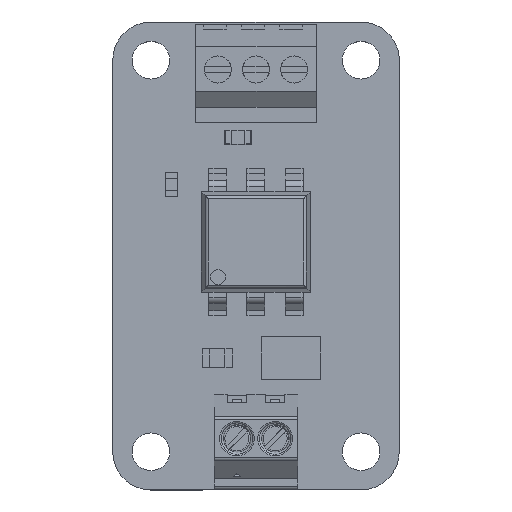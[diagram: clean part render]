
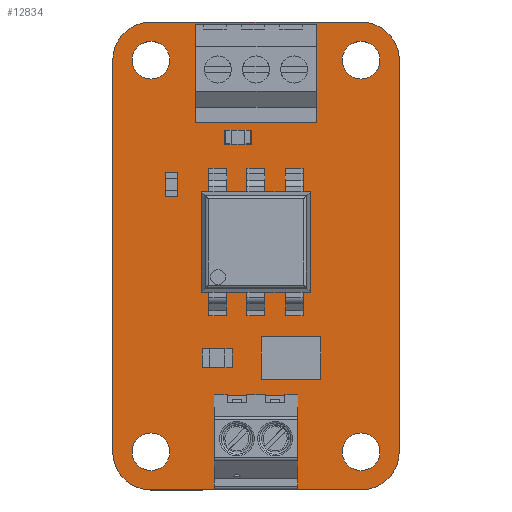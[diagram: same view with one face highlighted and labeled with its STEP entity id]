
A CAD part, top view. The second image highlights one B-rep face of the part: STEP entity #12834.
In plain terms, the highlighted planar face has unit normal (0, 0, 1).
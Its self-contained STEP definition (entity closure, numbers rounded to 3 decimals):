
#1161=FACE_BOUND('',#2426,.T.);
#1162=FACE_BOUND('',#2427,.T.);
#1163=FACE_BOUND('',#2428,.T.);
#1164=FACE_BOUND('',#2429,.T.);
#1165=FACE_BOUND('',#2430,.T.);
#1166=FACE_BOUND('',#2431,.T.);
#1167=FACE_BOUND('',#2432,.T.);
#1168=FACE_BOUND('',#2433,.T.);
#1169=FACE_BOUND('',#2434,.T.);
#1170=FACE_BOUND('',#2435,.T.);
#1171=FACE_BOUND('',#2436,.T.);
#1245=PLANE('',#13731);
#1702=FACE_OUTER_BOUND('',#2425,.T.);
#2425=EDGE_LOOP('',(#9131,#9132,#9133,#9134,#9135,#9136,#9137,#9138,#9139,
#9140,#9141));
#2426=EDGE_LOOP('',(#9142));
#2427=EDGE_LOOP('',(#9143));
#2428=EDGE_LOOP('',(#9144));
#2429=EDGE_LOOP('',(#9145));
#2430=EDGE_LOOP('',(#9146));
#2431=EDGE_LOOP('',(#9147));
#2432=EDGE_LOOP('',(#9148));
#2433=EDGE_LOOP('',(#9149));
#2434=EDGE_LOOP('',(#9150));
#2435=EDGE_LOOP('',(#9151));
#2436=EDGE_LOOP('',(#9152));
#3217=LINE('',#17412,#4519);
#3220=LINE('',#17418,#4522);
#3224=LINE('',#17430,#4526);
#3227=LINE('',#17436,#4529);
#3231=LINE('',#17448,#4533);
#3234=LINE('',#17454,#4536);
#3238=LINE('',#17464,#4540);
#4519=VECTOR('',#14553,10.);
#4522=VECTOR('',#14558,10.);
#4526=VECTOR('',#14570,10.);
#4529=VECTOR('',#14575,10.);
#4533=VECTOR('',#14587,10.);
#4536=VECTOR('',#14592,10.);
#4540=VECTOR('',#14604,10.);
#5808=CIRCLE('',#13681,1.25);
#5810=CIRCLE('',#13684,0.6);
#5812=CIRCLE('',#13687,0.457);
#5814=CIRCLE('',#13690,1.25);
#5816=CIRCLE('',#13693,0.6);
#5818=CIRCLE('',#13696,0.6);
#5820=CIRCLE('',#13699,0.457);
#5822=CIRCLE('',#13702,1.25);
#5824=CIRCLE('',#13705,0.6);
#5826=CIRCLE('',#13708,1.25);
#5828=CIRCLE('',#13711,0.6);
#5830=CIRCLE('',#13714,2.54);
#5832=CIRCLE('',#13719,2.54);
#5834=CIRCLE('',#13724,2.54);
#5836=CIRCLE('',#13729,2.54);
#6006=VERTEX_POINT('',#17336);
#6008=VERTEX_POINT('',#17342);
#6010=VERTEX_POINT('',#17348);
#6012=VERTEX_POINT('',#17354);
#6014=VERTEX_POINT('',#17360);
#6016=VERTEX_POINT('',#17366);
#6018=VERTEX_POINT('',#17372);
#6020=VERTEX_POINT('',#17378);
#6022=VERTEX_POINT('',#17384);
#6024=VERTEX_POINT('',#17390);
#6026=VERTEX_POINT('',#17396);
#6029=VERTEX_POINT('',#17403);
#6030=VERTEX_POINT('',#17405);
#6032=VERTEX_POINT('',#17411);
#6034=VERTEX_POINT('',#17417);
#6036=VERTEX_POINT('',#17423);
#6038=VERTEX_POINT('',#17429);
#6040=VERTEX_POINT('',#17435);
#6042=VERTEX_POINT('',#17441);
#6044=VERTEX_POINT('',#17447);
#6046=VERTEX_POINT('',#17453);
#6048=VERTEX_POINT('',#17459);
#7201=EDGE_CURVE('',#6006,#6006,#5808,.T.);
#7204=EDGE_CURVE('',#6008,#6008,#5810,.T.);
#7207=EDGE_CURVE('',#6010,#6010,#5812,.T.);
#7210=EDGE_CURVE('',#6012,#6012,#5814,.T.);
#7213=EDGE_CURVE('',#6014,#6014,#5816,.T.);
#7216=EDGE_CURVE('',#6016,#6016,#5818,.T.);
#7219=EDGE_CURVE('',#6018,#6018,#5820,.T.);
#7222=EDGE_CURVE('',#6020,#6020,#5822,.T.);
#7225=EDGE_CURVE('',#6022,#6022,#5824,.T.);
#7228=EDGE_CURVE('',#6024,#6024,#5826,.T.);
#7231=EDGE_CURVE('',#6026,#6026,#5828,.T.);
#7234=EDGE_CURVE('',#6030,#6029,#5830,.T.);
#7237=EDGE_CURVE('',#6032,#6030,#3217,.T.);
#7240=EDGE_CURVE('',#6034,#6032,#3220,.T.);
#7243=EDGE_CURVE('',#6036,#6034,#5832,.T.);
#7246=EDGE_CURVE('',#6038,#6036,#3224,.T.);
#7249=EDGE_CURVE('',#6040,#6038,#3227,.T.);
#7252=EDGE_CURVE('',#6042,#6040,#5834,.T.);
#7255=EDGE_CURVE('',#6044,#6042,#3231,.T.);
#7258=EDGE_CURVE('',#6046,#6044,#3234,.T.);
#7261=EDGE_CURVE('',#6048,#6046,#5836,.T.);
#7264=EDGE_CURVE('',#6029,#6048,#3238,.T.);
#9131=ORIENTED_EDGE('',*,*,#7264,.T.);
#9132=ORIENTED_EDGE('',*,*,#7261,.T.);
#9133=ORIENTED_EDGE('',*,*,#7258,.T.);
#9134=ORIENTED_EDGE('',*,*,#7255,.T.);
#9135=ORIENTED_EDGE('',*,*,#7252,.T.);
#9136=ORIENTED_EDGE('',*,*,#7249,.T.);
#9137=ORIENTED_EDGE('',*,*,#7246,.T.);
#9138=ORIENTED_EDGE('',*,*,#7243,.T.);
#9139=ORIENTED_EDGE('',*,*,#7240,.T.);
#9140=ORIENTED_EDGE('',*,*,#7237,.T.);
#9141=ORIENTED_EDGE('',*,*,#7234,.T.);
#9142=ORIENTED_EDGE('',*,*,#7201,.T.);
#9143=ORIENTED_EDGE('',*,*,#7204,.T.);
#9144=ORIENTED_EDGE('',*,*,#7207,.T.);
#9145=ORIENTED_EDGE('',*,*,#7210,.T.);
#9146=ORIENTED_EDGE('',*,*,#7213,.T.);
#9147=ORIENTED_EDGE('',*,*,#7216,.T.);
#9148=ORIENTED_EDGE('',*,*,#7219,.T.);
#9149=ORIENTED_EDGE('',*,*,#7222,.T.);
#9150=ORIENTED_EDGE('',*,*,#7225,.T.);
#9151=ORIENTED_EDGE('',*,*,#7228,.T.);
#9152=ORIENTED_EDGE('',*,*,#7231,.T.);
#12834=ADVANCED_FACE('',(#1702,#1161,#1162,#1163,#1164,#1165,#1166,#1167,
#1168,#1169,#1170,#1171),#1245,.T.);
#13681=AXIS2_PLACEMENT_3D('',#17338,#14470,#14471);
#13684=AXIS2_PLACEMENT_3D('',#17344,#14477,#14478);
#13687=AXIS2_PLACEMENT_3D('',#17350,#14484,#14485);
#13690=AXIS2_PLACEMENT_3D('',#17356,#14491,#14492);
#13693=AXIS2_PLACEMENT_3D('',#17362,#14498,#14499);
#13696=AXIS2_PLACEMENT_3D('',#17368,#14505,#14506);
#13699=AXIS2_PLACEMENT_3D('',#17374,#14512,#14513);
#13702=AXIS2_PLACEMENT_3D('',#17380,#14519,#14520);
#13705=AXIS2_PLACEMENT_3D('',#17386,#14526,#14527);
#13708=AXIS2_PLACEMENT_3D('',#17392,#14533,#14534);
#13711=AXIS2_PLACEMENT_3D('',#17398,#14540,#14541);
#13714=AXIS2_PLACEMENT_3D('',#17406,#14547,#14548);
#13719=AXIS2_PLACEMENT_3D('',#17424,#14564,#14565);
#13724=AXIS2_PLACEMENT_3D('',#17442,#14581,#14582);
#13729=AXIS2_PLACEMENT_3D('',#17460,#14598,#14599);
#13731=AXIS2_PLACEMENT_3D('',#17465,#14605,#14606);
#14470=DIRECTION('center_axis',(0.,0.,-1.));
#14471=DIRECTION('ref_axis',(1.,0.,0.));
#14477=DIRECTION('center_axis',(0.,0.,-1.));
#14478=DIRECTION('ref_axis',(1.,0.,0.));
#14484=DIRECTION('center_axis',(0.,0.,-1.));
#14485=DIRECTION('ref_axis',(1.,0.,0.));
#14491=DIRECTION('center_axis',(0.,0.,-1.));
#14492=DIRECTION('ref_axis',(1.,0.,0.));
#14498=DIRECTION('center_axis',(0.,0.,-1.));
#14499=DIRECTION('ref_axis',(1.,0.,0.));
#14505=DIRECTION('center_axis',(0.,0.,-1.));
#14506=DIRECTION('ref_axis',(1.,0.,0.));
#14512=DIRECTION('center_axis',(0.,0.,-1.));
#14513=DIRECTION('ref_axis',(1.,0.,0.));
#14519=DIRECTION('center_axis',(0.,0.,-1.));
#14520=DIRECTION('ref_axis',(1.,0.,0.));
#14526=DIRECTION('center_axis',(0.,0.,-1.));
#14527=DIRECTION('ref_axis',(1.,0.,0.));
#14533=DIRECTION('center_axis',(0.,0.,-1.));
#14534=DIRECTION('ref_axis',(1.,0.,0.));
#14540=DIRECTION('center_axis',(0.,0.,-1.));
#14541=DIRECTION('ref_axis',(1.,0.,0.));
#14547=DIRECTION('center_axis',(0.,0.,1.));
#14548=DIRECTION('ref_axis',(-0.087,0.996,0.));
#14553=DIRECTION('',(-0.999,-0.044,0.));
#14558=DIRECTION('',(-1.,0.,0.));
#14564=DIRECTION('center_axis',(0.,0.,1.));
#14565=DIRECTION('ref_axis',(0.996,0.087,0.));
#14570=DIRECTION('',(-0.044,0.999,0.));
#14575=DIRECTION('',(0.,1.,0.));
#14581=DIRECTION('center_axis',(0.,0.,1.));
#14582=DIRECTION('ref_axis',(0.087,-0.996,0.));
#14587=DIRECTION('',(0.999,0.044,0.));
#14592=DIRECTION('',(1.,0.,0.));
#14598=DIRECTION('center_axis',(0.,0.,1.));
#14599=DIRECTION('ref_axis',(-1.,0.,0.));
#14604=DIRECTION('',(0.,-1.,0.));
#14605=DIRECTION('center_axis',(0.,0.,1.));
#14606=DIRECTION('ref_axis',(1.,0.,0.));
#17336=CARTESIAN_POINT('',(1.29,2.54,1.57));
#17338=CARTESIAN_POINT('Origin',(2.54,2.54,1.57));
#17342=CARTESIAN_POINT('',(10.195,3.175,1.57));
#17344=CARTESIAN_POINT('Origin',(10.795,3.175,1.57));
#17348=CARTESIAN_POINT('',(10.135,8.763,1.57));
#17350=CARTESIAN_POINT('Origin',(10.592,8.763,1.57));
#17354=CARTESIAN_POINT('',(15.26,2.54,1.57));
#17356=CARTESIAN_POINT('Origin',(16.51,2.54,1.57));
#17360=CARTESIAN_POINT('',(11.465,27.94,1.57));
#17362=CARTESIAN_POINT('Origin',(12.065,27.94,1.57));
#17366=CARTESIAN_POINT('',(7.655,3.175,1.57));
#17368=CARTESIAN_POINT('Origin',(8.255,3.175,1.57));
#17372=CARTESIAN_POINT('',(12.675,8.763,1.57));
#17374=CARTESIAN_POINT('Origin',(13.132,8.763,1.57));
#17378=CARTESIAN_POINT('',(1.29,28.575,1.57));
#17380=CARTESIAN_POINT('Origin',(2.54,28.575,1.57));
#17384=CARTESIAN_POINT('',(8.925,27.94,1.57));
#17386=CARTESIAN_POINT('Origin',(9.525,27.94,1.57));
#17390=CARTESIAN_POINT('',(15.26,28.575,1.57));
#17392=CARTESIAN_POINT('Origin',(16.51,28.575,1.57));
#17396=CARTESIAN_POINT('',(6.385,27.94,1.57));
#17398=CARTESIAN_POINT('Origin',(6.985,27.94,1.57));
#17403=CARTESIAN_POINT('',(0.,28.575,1.57));
#17405=CARTESIAN_POINT('',(2.319,31.105,1.57));
#17406=CARTESIAN_POINT('Origin',(2.54,28.575,1.57));
#17411=CARTESIAN_POINT('',(2.54,31.115,1.57));
#17412=CARTESIAN_POINT('',(2.54,31.115,1.57));
#17417=CARTESIAN_POINT('',(16.51,31.115,1.57));
#17418=CARTESIAN_POINT('',(16.51,31.115,1.57));
#17423=CARTESIAN_POINT('',(19.04,28.796,1.57));
#17424=CARTESIAN_POINT('Origin',(16.51,28.575,1.57));
#17429=CARTESIAN_POINT('',(19.05,28.575,1.57));
#17430=CARTESIAN_POINT('',(19.05,28.575,1.57));
#17435=CARTESIAN_POINT('',(19.05,2.54,1.57));
#17436=CARTESIAN_POINT('',(19.05,2.54,1.57));
#17441=CARTESIAN_POINT('',(16.731,0.01,1.57));
#17442=CARTESIAN_POINT('Origin',(16.51,2.54,1.57));
#17447=CARTESIAN_POINT('',(16.51,0.,1.57));
#17448=CARTESIAN_POINT('',(16.51,0.,1.57));
#17453=CARTESIAN_POINT('',(2.54,0.,1.57));
#17454=CARTESIAN_POINT('',(2.54,0.,1.57));
#17459=CARTESIAN_POINT('',(0.,2.54,1.57));
#17460=CARTESIAN_POINT('Origin',(2.54,2.54,1.57));
#17464=CARTESIAN_POINT('',(0.,28.575,1.57));
#17465=CARTESIAN_POINT('Origin',(9.525,15.557,1.57));
